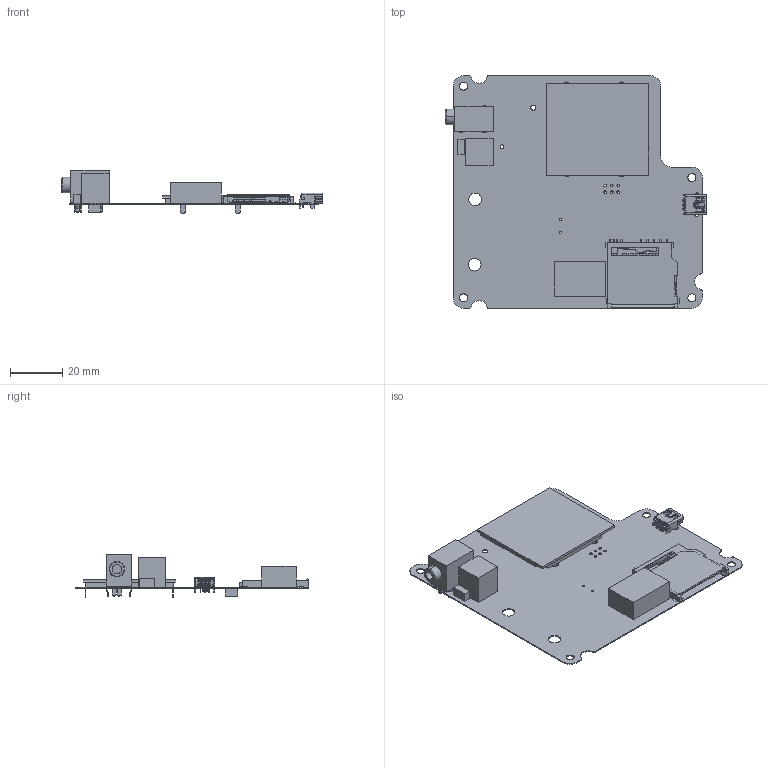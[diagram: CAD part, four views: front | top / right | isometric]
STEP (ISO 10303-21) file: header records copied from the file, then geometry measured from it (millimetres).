
FILE_DESCRIPTION (( 'STEP AP214' ), '1' );
FILE_NAME ('PCBA_4.STEP', '2012-03-01T06:21:11', ( 'Nathan' ), ( '' ), 'SwSTEP 2.0', 'SolidWorks 2011', '' );
FILE_SCHEMA (( 'AUTOMOTIVE_DESIGN' ));
Length unit declared in the file: inch
Products named in the file (1): PCBA_4
Bounding box: 99.94 x 88.9 x 16.68 mm (x, y, z)
Surface area: 23654 mm2 (no closed solid volume)
Topology: 0 solids, 13 shells, 827 faces, 3161 edges, 2263 vertices
Faces by surface type: plane 631, cylinder 178, bspline 10, cone 8
Entity records: 33160 total; most frequent: CARTESIAN_POINT 6681, DIRECTION 5143, ORIENTED_EDGE 5116, EDGE_CURVE 3161, VECTOR 2713, LINE 2713, VERTEX_POINT 2263, AXIS2_PLACEMENT_3D 1215
